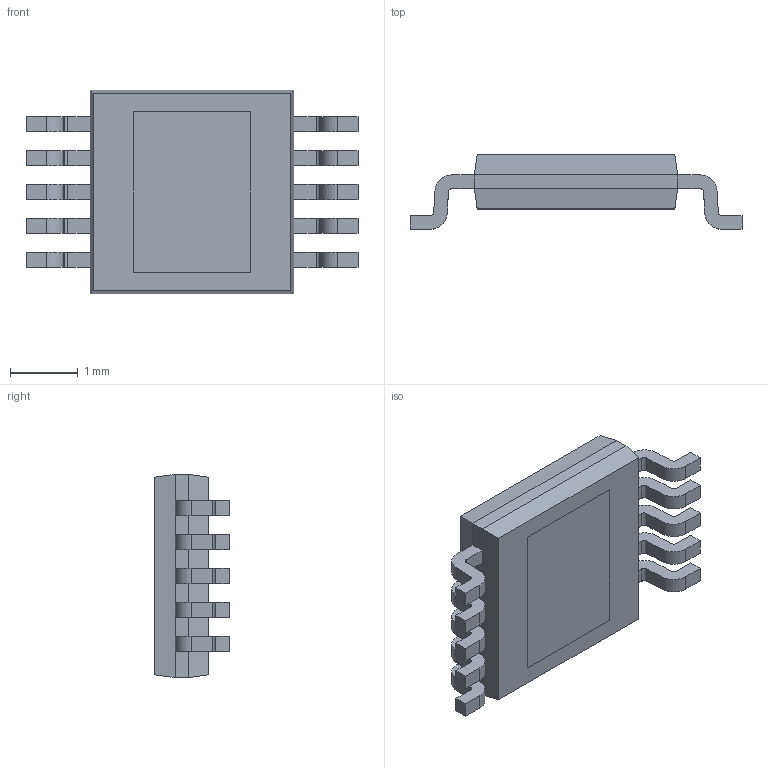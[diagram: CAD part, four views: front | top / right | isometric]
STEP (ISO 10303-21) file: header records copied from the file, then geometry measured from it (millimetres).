
FILE_DESCRIPTION (( 'STEP AP214' ), '1' );
FILE_NAME ('U10E+3.STEP', '2020-12-15T11:23:32', ( '' ), ( '' ), 'SwSTEP 2.0', 'SolidWorks 2018', '' );
FILE_SCHEMA (( 'AUTOMOTIVE_DESIGN' ));
Length unit declared in the file: millimetre
Products named in the file (1): U10E+3
Bounding box: 4.9 x 1.1 x 3 mm (x, y, z)
Volume: 7.7 mm3; surface area: 49.2 mm2
Topology: 12 solids, 12 shells, 165 faces, 412 edges, 272 vertices
Faces by surface type: plane 125, cylinder 40
Entity records: 5015 total; most frequent: CARTESIAN_POINT 850, DIRECTION 824, ORIENTED_EDGE 824, EDGE_CURVE 412, LINE 332, VECTOR 332, VERTEX_POINT 272, AXIS2_PLACEMENT_3D 246
